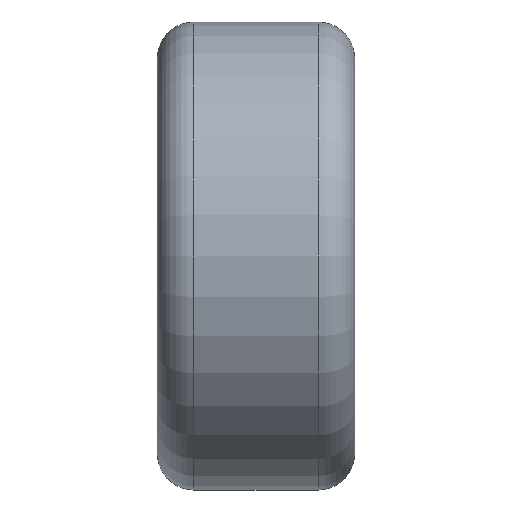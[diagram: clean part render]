
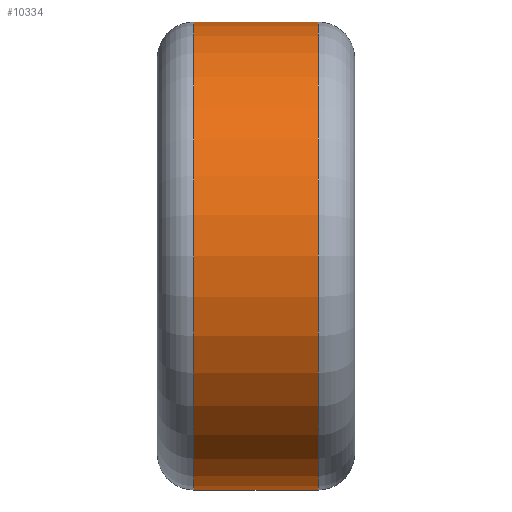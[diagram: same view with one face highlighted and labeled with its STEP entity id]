
A CAD part, front view. The second image highlights one B-rep face of the part: STEP entity #10334.
In plain terms, the highlighted cylindrical face has radius 32 mm (diameter 64 mm), a partial arc.
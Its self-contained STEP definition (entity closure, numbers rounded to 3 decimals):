
#214 = CIRCLE ( 'NONE', #7431, 32. ) ;
#244 = VERTEX_POINT ( 'NONE', #7744 ) ;
#590 = VECTOR ( 'NONE', #12307, 1000. ) ;
#704 = ORIENTED_EDGE ( 'NONE', *, *, #11994, .T. ) ;
#1396 = CARTESIAN_POINT ( 'NONE',  ( -29.346, 0., -32. ) ) ;
#1632 = CARTESIAN_POINT ( 'NONE',  ( -29.346, 0., 32. ) ) ;
#2252 = VERTEX_POINT ( 'NONE', #5260 ) ;
#2462 = EDGE_LOOP ( 'NONE', ( #11701, #12138, #704, #2921 ) ) ;
#2678 = AXIS2_PLACEMENT_3D ( 'NONE', #7087, #11029, #4308 ) ;
#2921 = ORIENTED_EDGE ( 'NONE', *, *, #5664, .T. ) ;
#3055 = CARTESIAN_POINT ( 'NONE',  ( -3.44, 0., 0. ) ) ;
#3164 = CYLINDRICAL_SURFACE ( 'NONE', #2678, 32. ) ;
#3340 = DIRECTION ( 'NONE',  ( -1., 0., 0. ) ) ;
#3759 = CARTESIAN_POINT ( 'NONE',  ( -3.44, 0., -32. ) ) ;
#4308 = DIRECTION ( 'NONE',  ( 0., 0., 1. ) ) ;
#4349 = EDGE_CURVE ( 'NONE', #9611, #244, #12119, .T. ) ;
#5260 = CARTESIAN_POINT ( 'NONE',  ( -3.44, 0., 32. ) ) ;
#5664 = EDGE_CURVE ( 'NONE', #10915, #244, #214, .T. ) ;
#6091 = DIRECTION ( 'NONE',  ( 0., 0., 1. ) ) ;
#7087 = CARTESIAN_POINT ( 'NONE',  ( -29.346, 0., 0. ) ) ;
#7431 = AXIS2_PLACEMENT_3D ( 'NONE', #12377, #7525, #7721 ) ;
#7525 = DIRECTION ( 'NONE',  ( 1., 0., 0. ) ) ;
#7721 = DIRECTION ( 'NONE',  ( 0., 0., -1. ) ) ;
#7744 = CARTESIAN_POINT ( 'NONE',  ( -20.44, 0., -32. ) ) ;
#8052 = FACE_OUTER_BOUND ( 'NONE', #2462, .T. ) ;
#8283 = VECTOR ( 'NONE', #3340, 1000. ) ;
#9053 = CIRCLE ( 'NONE', #10699, 32. ) ;
#9328 = CARTESIAN_POINT ( 'NONE',  ( -20.44, 0., 32. ) ) ;
#9611 = VERTEX_POINT ( 'NONE', #3759 ) ;
#9896 = DIRECTION ( 'NONE',  ( -1., 0., 0. ) ) ;
#10334 = ADVANCED_FACE ( 'NONE', ( #8052 ), #3164, .T. ) ;
#10472 = LINE ( 'NONE', #1632, #8283 ) ;
#10699 = AXIS2_PLACEMENT_3D ( 'NONE', #3055, #9896, #6091 ) ;
#10915 = VERTEX_POINT ( 'NONE', #9328 ) ;
#11029 = DIRECTION ( 'NONE',  ( -1., 0., 0. ) ) ;
#11701 = ORIENTED_EDGE ( 'NONE', *, *, #4349, .F. ) ;
#11994 = EDGE_CURVE ( 'NONE', #2252, #10915, #10472, .T. ) ;
#12119 = LINE ( 'NONE', #1396, #590 ) ;
#12138 = ORIENTED_EDGE ( 'NONE', *, *, #12194, .T. ) ;
#12194 = EDGE_CURVE ( 'NONE', #9611, #2252, #9053, .T. ) ;
#12307 = DIRECTION ( 'NONE',  ( -1., 0., 0. ) ) ;
#12377 = CARTESIAN_POINT ( 'NONE',  ( -20.44, 0., 0. ) ) ;
